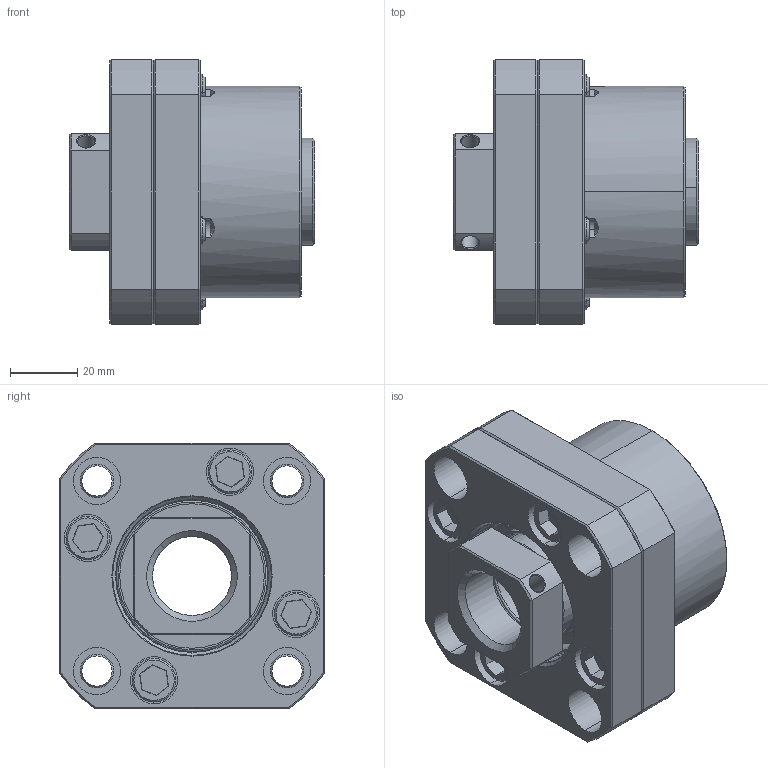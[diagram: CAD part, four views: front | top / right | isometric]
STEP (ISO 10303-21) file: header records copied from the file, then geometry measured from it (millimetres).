
FILE_DESCRIPTION (( 'STEP AP203' ), '1' );
FILE_NAME ('FK25²Õ¦X¥óA.STEP', '2017-12-28T05:33:00', ( '' ), ( '' ), 'SwSTEP 2.0', 'SolidWorks 2017', '' );
FILE_SCHEMA (( 'CONFIG_CONTROL_DESIGN' ));
Length unit declared in the file: millimetre
Products named in the file (1): FK25組合件A
Bounding box: 73 x 79 x 79 mm (x, y, z)
Surface area: 51636.7 mm2 (no closed solid volume)
Topology: 0 solids, 17 shells, 258 faces, 643 edges, 401 vertices
Faces by surface type: cylinder 87, plane 81, cone 66, torus 20, bspline 4
Entity records: 8234 total; most frequent: CARTESIAN_POINT 1949, DIRECTION 1390, ORIENTED_EDGE 1171, EDGE_CURVE 643, AXIS2_PLACEMENT_3D 562, VERTEX_POINT 401, CIRCLE 307, EDGE_LOOP 298
